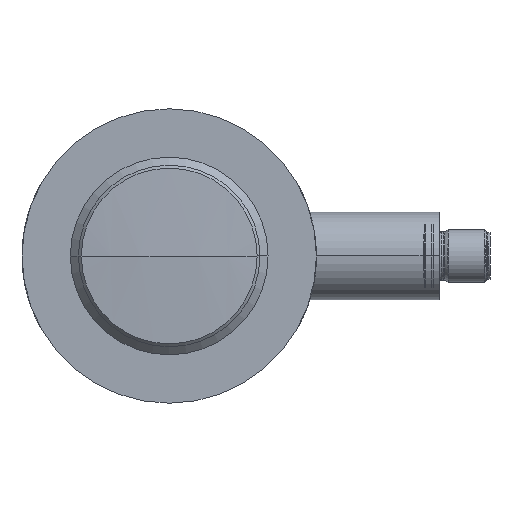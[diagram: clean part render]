
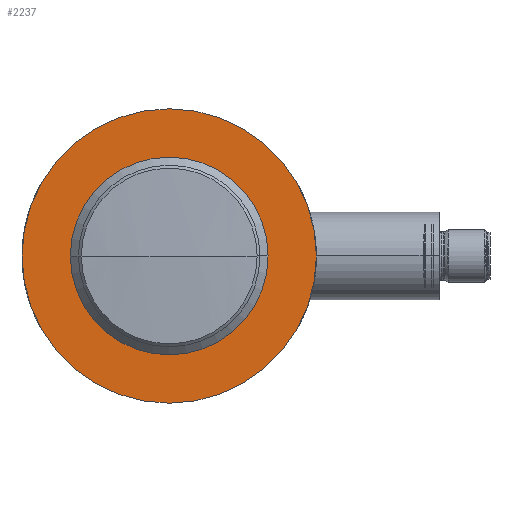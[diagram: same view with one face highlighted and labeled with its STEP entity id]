
A CAD part, front view. The second image highlights one B-rep face of the part: STEP entity #2237.
In plain terms, the highlighted planar face has unit normal (0, -1, 0).
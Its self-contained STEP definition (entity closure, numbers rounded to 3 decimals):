
#364=CARTESIAN_POINT('',(0.,-33.5,0.));
#365=DIRECTION('',(0.,-1.,0.));
#366=DIRECTION('',(-1.,0.,0.));
#367=AXIS2_PLACEMENT_3D('',#364,#365,#366);
#369=CARTESIAN_POINT('',(0.,-33.5,0.));
#370=DIRECTION('',(0.,-1.,0.));
#371=DIRECTION('',(1.,0.,0.));
#372=AXIS2_PLACEMENT_3D('',#369,#370,#371);
#374=CARTESIAN_POINT('',(0.,-33.502,0.));
#375=DIRECTION('',(0.,1.,0.));
#376=DIRECTION('',(-1.,0.,0.));
#377=AXIS2_PLACEMENT_3D('',#374,#375,#376);
#379=CARTESIAN_POINT('',(0.,-33.502,0.));
#380=DIRECTION('',(0.,1.,0.));
#381=DIRECTION('',(1.,0.,0.));
#382=AXIS2_PLACEMENT_3D('',#379,#380,#381);
#1473=CARTESIAN_POINT('',(33.5,-33.5,0.));
#1474=VERTEX_POINT('',#1473);
#1475=CARTESIAN_POINT('',(-33.5,-33.5,0.));
#1476=VERTEX_POINT('',#1475);
#1496=CARTESIAN_POINT('',(-21.899,-33.502,0.));
#1497=CARTESIAN_POINT('',(21.899,-33.502,0.));
#1498=VERTEX_POINT('',#1496);
#1499=VERTEX_POINT('',#1497);
#2222=CARTESIAN_POINT('',(0.,-33.5,0.));
#2223=DIRECTION('',(0.,1.,0.));
#2224=DIRECTION('',(-1.,0.,0.));
#2225=AXIS2_PLACEMENT_3D('',#2222,#2223,#2224);
#2226=PLANE('',#2225);
#2227=ORIENTED_EDGE('',*,*,#2069,.F.);
#2228=ORIENTED_EDGE('',*,*,#2014,.F.);
#2229=EDGE_LOOP('',(#2227,#2228));
#2230=FACE_OUTER_BOUND('',#2229,.F.);
#2232=ORIENTED_EDGE('',*,*,#2231,.F.);
#2234=ORIENTED_EDGE('',*,*,#2233,.F.);
#2235=EDGE_LOOP('',(#2232,#2234));
#2236=FACE_BOUND('',#2235,.F.);
#368=CIRCLE('',#367,33.5);
#373=CIRCLE('',#372,33.5);
#378=CIRCLE('',#377,21.899);
#383=CIRCLE('',#382,21.899);
#2014=EDGE_CURVE('',#1474,#1476,#373,.T.);
#2069=EDGE_CURVE('',#1476,#1474,#368,.T.);
#2231=EDGE_CURVE('',#1498,#1499,#378,.T.);
#2233=EDGE_CURVE('',#1499,#1498,#383,.T.);
#2237=ADVANCED_FACE('',(#2230,#2236),#2226,.F.);
